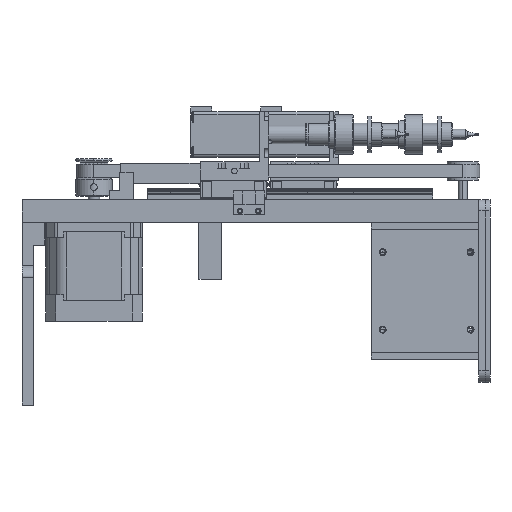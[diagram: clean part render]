
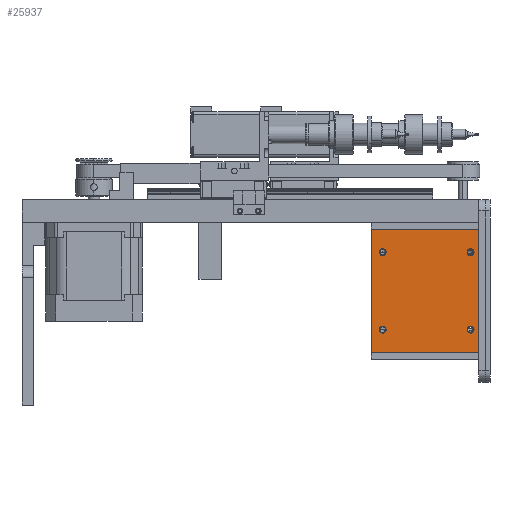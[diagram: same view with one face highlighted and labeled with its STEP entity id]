
A CAD part, left-side view. The second image highlights one B-rep face of the part: STEP entity #25937.
In plain terms, the highlighted face is planar.
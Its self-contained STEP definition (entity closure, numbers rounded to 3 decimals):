
#619 = EDGE_LOOP ( 'NONE', ( #19167, #26810 ) ) ;
#748 = AXIS2_PLACEMENT_3D ( 'NONE', #44635, #16674, #21246 ) ;
#1166 = EDGE_CURVE ( 'NONE', #15834, #23661, #30371, .T. ) ;
#1243 = CARTESIAN_POINT ( 'NONE',  ( -43.465, 31.201, 0. ) ) ;
#4007 = CARTESIAN_POINT ( 'NONE',  ( -86.965, 41.201, 0. ) ) ;
#5037 = CARTESIAN_POINT ( 'NONE',  ( -44.965, -2.799, 0. ) ) ;
#5041 = CARTESIAN_POINT ( 'NONE',  ( -83.465, -2.799, 0. ) ) ;
#5295 = AXIS2_PLACEMENT_3D ( 'NONE', #5884, #30147, #29944 ) ;
#5852 = EDGE_CURVE ( 'NONE', #58378, #29064, #54324, .T. ) ;
#5884 = CARTESIAN_POINT ( 'NONE',  ( -44.965, 31.201, 0. ) ) ;
#6721 = VERTEX_POINT ( 'NONE', #48552 ) ;
#8120 = CARTESIAN_POINT ( 'NONE',  ( -39.965, 41.201, 0. ) ) ;
#8503 = DIRECTION ( 'NONE',  ( 1., 0., 0. ) ) ;
#9103 = ORIENTED_EDGE ( 'NONE', *, *, #44250, .T. ) ;
#9367 = CIRCLE ( 'NONE', #50848, 1.5 ) ;
#9400 = CIRCLE ( 'NONE', #26123, 1.5 ) ;
#9619 = DIRECTION ( 'NONE',  ( 1., 0., 0. ) ) ;
#9846 = DIRECTION ( 'NONE',  ( -1., 0., 0. ) ) ;
#12698 = ORIENTED_EDGE ( 'NONE', *, *, #1166, .F. ) ;
#12720 = VECTOR ( 'NONE', #41682, 1000. ) ;
#12868 = ORIENTED_EDGE ( 'NONE', *, *, #26043, .F. ) ;
#12893 = DIRECTION ( 'NONE',  ( 0., 0., -1. ) ) ;
#12934 = CARTESIAN_POINT ( 'NONE',  ( -39.965, 41.201, 0. ) ) ;
#13047 = DIRECTION ( 'NONE',  ( 0., 0., 1. ) ) ;
#13356 = CARTESIAN_POINT ( 'NONE',  ( -81.965, 31.201, 0. ) ) ;
#14708 = CIRCLE ( 'NONE', #25545, 1.5 ) ;
#14763 = DIRECTION ( 'NONE',  ( 0., 0., -1. ) ) ;
#15834 = VERTEX_POINT ( 'NONE', #48073 ) ;
#15976 = ORIENTED_EDGE ( 'NONE', *, *, #38596, .F. ) ;
#16230 = VECTOR ( 'NONE', #9619, 1000. ) ;
#16674 = DIRECTION ( 'NONE',  ( 0., 0., -1. ) ) ;
#18226 = CARTESIAN_POINT ( 'NONE',  ( -83.465, 31.201, 0. ) ) ;
#19152 = VERTEX_POINT ( 'NONE', #28009 ) ;
#19167 = ORIENTED_EDGE ( 'NONE', *, *, #5852, .T. ) ;
#19605 = CARTESIAN_POINT ( 'NONE',  ( -39.965, -12.799, 0. ) ) ;
#19746 = DIRECTION ( 'NONE',  ( -1., 0., 0. ) ) ;
#19764 = EDGE_CURVE ( 'NONE', #19152, #34795, #14708, .T. ) ;
#20961 = ORIENTED_EDGE ( 'NONE', *, *, #34444, .F. ) ;
#21246 = DIRECTION ( 'NONE',  ( -1., 0., 0. ) ) ;
#21757 = EDGE_CURVE ( 'NONE', #51526, #15834, #59867, .T. ) ;
#22138 = CARTESIAN_POINT ( 'NONE',  ( -46.465, 31.201, 0. ) ) ;
#22364 = CIRCLE ( 'NONE', #34978, 1.5 ) ;
#22370 = FACE_BOUND ( 'NONE', #619, .T. ) ;
#22687 = EDGE_LOOP ( 'NONE', ( #9103, #45581 ) ) ;
#22982 = DIRECTION ( 'NONE',  ( 0., 0., 1. ) ) ;
#23306 = AXIS2_PLACEMENT_3D ( 'NONE', #32392, #12893, #37110 ) ;
#23661 = VERTEX_POINT ( 'NONE', #19605 ) ;
#25545 = AXIS2_PLACEMENT_3D ( 'NONE', #5041, #56386, #42282 ) ;
#25937 = ADVANCED_FACE ( 'NONE', ( #28248, #45283, #22370, #46050, #35652 ), #49799, .T. ) ;
#26043 = EDGE_CURVE ( 'NONE', #37612, #51526, #37066, .T. ) ;
#26123 = AXIS2_PLACEMENT_3D ( 'NONE', #18226, #13047, #8503 ) ;
#26810 = ORIENTED_EDGE ( 'NONE', *, *, #50121, .T. ) ;
#27025 = ORIENTED_EDGE ( 'NONE', *, *, #37335, .F. ) ;
#28009 = CARTESIAN_POINT ( 'NONE',  ( -81.965, -2.799, 0. ) ) ;
#28248 = FACE_BOUND ( 'NONE', #37224, .T. ) ;
#29064 = VERTEX_POINT ( 'NONE', #13356 ) ;
#29944 = DIRECTION ( 'NONE',  ( -1., 0., 0. ) ) ;
#30147 = DIRECTION ( 'NONE',  ( 0., 0., -1. ) ) ;
#30371 = LINE ( 'NONE', #43133, #16230 ) ;
#31057 = DIRECTION ( 'NONE',  ( 0., -1., 0. ) ) ;
#31673 = EDGE_CURVE ( 'NONE', #23661, #37612, #53680, .T. ) ;
#31831 = DIRECTION ( 'NONE',  ( 0., 1., 0. ) ) ;
#32207 = ORIENTED_EDGE ( 'NONE', *, *, #31673, .F. ) ;
#32392 = CARTESIAN_POINT ( 'NONE',  ( -44.965, -2.799, 0. ) ) ;
#32445 = CARTESIAN_POINT ( 'NONE',  ( -86.965, 41.201, 0. ) ) ;
#33123 = CARTESIAN_POINT ( 'NONE',  ( -84.965, 31.201, 0. ) ) ;
#33652 = VERTEX_POINT ( 'NONE', #22138 ) ;
#33898 = EDGE_CURVE ( 'NONE', #33652, #49190, #22364, .T. ) ;
#34444 = EDGE_CURVE ( 'NONE', #41517, #6721, #36286, .T. ) ;
#34795 = VERTEX_POINT ( 'NONE', #45792 ) ;
#34978 = AXIS2_PLACEMENT_3D ( 'NONE', #47547, #57454, #9846 ) ;
#35372 = CARTESIAN_POINT ( 'NONE',  ( -86.965, -12.799, 0. ) ) ;
#35652 = FACE_BOUND ( 'NONE', #22687, .T. ) ;
#36286 = CIRCLE ( 'NONE', #41308, 1.5 ) ;
#37066 = LINE ( 'NONE', #4007, #12720 ) ;
#37110 = DIRECTION ( 'NONE',  ( -1., 0., 0. ) ) ;
#37224 = EDGE_LOOP ( 'NONE', ( #20961, #15976 ) ) ;
#37335 = EDGE_CURVE ( 'NONE', #49190, #33652, #46024, .T. ) ;
#37612 = VERTEX_POINT ( 'NONE', #8120 ) ;
#37864 = DIRECTION ( 'NONE',  ( 0., 0., 1. ) ) ;
#38596 = EDGE_CURVE ( 'NONE', #6721, #41517, #57718, .T. ) ;
#41308 = AXIS2_PLACEMENT_3D ( 'NONE', #5037, #14763, #19746 ) ;
#41517 = VERTEX_POINT ( 'NONE', #55765 ) ;
#41682 = DIRECTION ( 'NONE',  ( -1., 0., 0. ) ) ;
#41796 = CARTESIAN_POINT ( 'NONE',  ( -83.465, 31.201, 0. ) ) ;
#42282 = DIRECTION ( 'NONE',  ( 1., 0., 0. ) ) ;
#42684 = ORIENTED_EDGE ( 'NONE', *, *, #21757, .F. ) ;
#43133 = CARTESIAN_POINT ( 'NONE',  ( -49.965, -12.799, 0. ) ) ;
#44250 = EDGE_CURVE ( 'NONE', #34795, #19152, #9367, .T. ) ;
#44635 = CARTESIAN_POINT ( 'NONE',  ( 0., 0., 0. ) ) ;
#45283 = FACE_BOUND ( 'NONE', #56912, .T. ) ;
#45581 = ORIENTED_EDGE ( 'NONE', *, *, #19764, .T. ) ;
#45792 = CARTESIAN_POINT ( 'NONE',  ( -84.965, -2.799, 0. ) ) ;
#46024 = CIRCLE ( 'NONE', #5295, 1.5 ) ;
#46050 = FACE_OUTER_BOUND ( 'NONE', #47188, .T. ) ;
#47188 = EDGE_LOOP ( 'NONE', ( #42684, #12868, #32207, #12698 ) ) ;
#47547 = CARTESIAN_POINT ( 'NONE',  ( -44.965, 31.201, 0. ) ) ;
#48073 = CARTESIAN_POINT ( 'NONE',  ( -86.965, -12.799, 0. ) ) ;
#48552 = CARTESIAN_POINT ( 'NONE',  ( -46.465, -2.799, 0. ) ) ;
#49071 = ORIENTED_EDGE ( 'NONE', *, *, #33898, .F. ) ;
#49190 = VERTEX_POINT ( 'NONE', #1243 ) ;
#49799 = PLANE ( 'NONE',  #748 ) ;
#50121 = EDGE_CURVE ( 'NONE', #29064, #58378, #9400, .T. ) ;
#50848 = AXIS2_PLACEMENT_3D ( 'NONE', #60463, #22982, #50926 ) ;
#50926 = DIRECTION ( 'NONE',  ( 1., 0., 0. ) ) ;
#51526 = VERTEX_POINT ( 'NONE', #32445 ) ;
#53680 = LINE ( 'NONE', #12934, #58169 ) ;
#54324 = CIRCLE ( 'NONE', #56600, 1.5 ) ;
#55765 = CARTESIAN_POINT ( 'NONE',  ( -43.465, -2.799, 0. ) ) ;
#56295 = DIRECTION ( 'NONE',  ( 1., 0., 0. ) ) ;
#56386 = DIRECTION ( 'NONE',  ( 0., 0., 1. ) ) ;
#56600 = AXIS2_PLACEMENT_3D ( 'NONE', #41796, #37864, #56295 ) ;
#56912 = EDGE_LOOP ( 'NONE', ( #27025, #49071 ) ) ;
#57454 = DIRECTION ( 'NONE',  ( 0., 0., -1. ) ) ;
#57718 = CIRCLE ( 'NONE', #23306, 1.5 ) ;
#58169 = VECTOR ( 'NONE', #31831, 1000. ) ;
#58378 = VERTEX_POINT ( 'NONE', #33123 ) ;
#58382 = VECTOR ( 'NONE', #31057, 1000. ) ;
#59867 = LINE ( 'NONE', #35372, #58382 ) ;
#60463 = CARTESIAN_POINT ( 'NONE',  ( -83.465, -2.799, 0. ) ) ;
